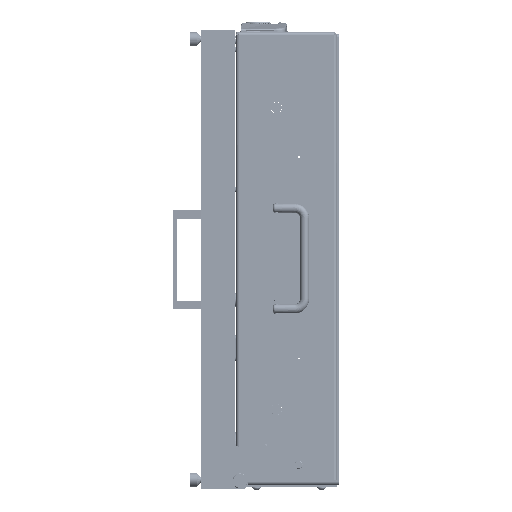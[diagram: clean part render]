
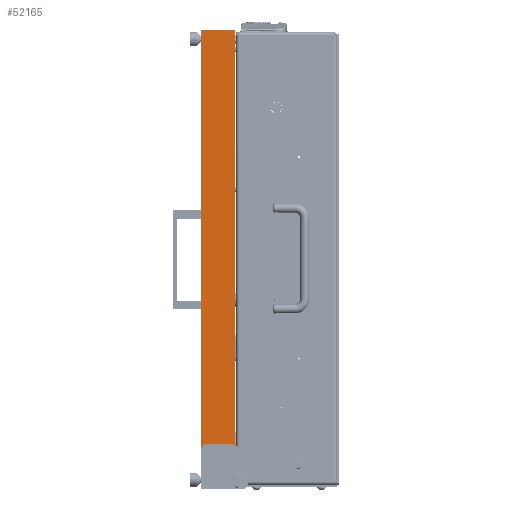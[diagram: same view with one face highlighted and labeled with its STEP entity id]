
A CAD part, left-side view. The second image highlights one B-rep face of the part: STEP entity #52165.
In plain terms, the highlighted planar face has unit normal (-1, 0, 0).
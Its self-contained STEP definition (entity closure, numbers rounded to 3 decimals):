
#3333 = DIRECTION ( 'NONE',  ( 0., 1., 0. ) ) ;
#10767 = CARTESIAN_POINT ( 'NONE',  ( -277.5, 0., -228. ) ) ;
#11234 = CARTESIAN_POINT ( 'NONE',  ( -277.5, 28., -183. ) ) ;
#14256 = CARTESIAN_POINT ( 'NONE',  ( -277.5, 33., 228. ) ) ;
#14549 = VERTEX_POINT ( 'NONE', #69821 ) ;
#20279 = LINE ( 'NONE', #108328, #147626 ) ;
#36277 = CIRCLE ( 'NONE', #47649, 5. ) ;
#36344 = DIRECTION ( 'NONE',  ( 0., -1., 0. ) ) ;
#37860 = DIRECTION ( 'NONE',  ( 0., 0., 1. ) ) ;
#40966 = CARTESIAN_POINT ( 'NONE',  ( -277.5, 33., 228. ) ) ;
#47649 = AXIS2_PLACEMENT_3D ( 'NONE', #82634, #154196, #136624 ) ;
#52165 = ADVANCED_FACE ( 'NONE', ( #208317 ), #114536, .F. ) ;
#56667 = AXIS2_PLACEMENT_3D ( 'NONE', #171949, #119169, #186098 ) ;
#57444 = EDGE_CURVE ( 'NONE', #14549, #184122, #20279, .T. ) ;
#61966 = LINE ( 'NONE', #164143, #219169 ) ;
#69821 = CARTESIAN_POINT ( 'NONE',  ( -277.5, 33., -188. ) ) ;
#72636 = CARTESIAN_POINT ( 'NONE',  ( -277.5, 0., -184.265 ) ) ;
#79002 = EDGE_CURVE ( 'NONE', #14549, #135346, #36277, .T. ) ;
#82361 = DIRECTION ( 'NONE',  ( 0., 0., 1. ) ) ;
#82634 = CARTESIAN_POINT ( 'NONE',  ( -277.5, 28., -188. ) ) ;
#89719 = ORIENTED_EDGE ( 'NONE', *, *, #151906, .T. ) ;
#96241 = CARTESIAN_POINT ( 'NONE',  ( -277.5, 7., -203. ) ) ;
#102155 = VECTOR ( 'NONE', #82361, 1000. ) ;
#108328 = CARTESIAN_POINT ( 'NONE',  ( -277.5, 33., -228. ) ) ;
#108709 = CARTESIAN_POINT ( 'NONE',  ( -277.5, 0., 228. ) ) ;
#109121 = LINE ( 'NONE', #40966, #110400 ) ;
#110400 = VECTOR ( 'NONE', #36344, 1000. ) ;
#114536 = PLANE ( 'NONE',  #56667 ) ;
#119169 = DIRECTION ( 'NONE',  ( 1., 0., 0. ) ) ;
#121488 = VERTEX_POINT ( 'NONE', #108709 ) ;
#122162 = VERTEX_POINT ( 'NONE', #155500 ) ;
#124601 = EDGE_CURVE ( 'NONE', #184122, #121488, #109121, .T. ) ;
#130944 = ORIENTED_EDGE ( 'NONE', *, *, #173762, .F. ) ;
#132435 = ORIENTED_EDGE ( 'NONE', *, *, #79002, .T. ) ;
#135182 = LINE ( 'NONE', #10767, #102155 ) ;
#135346 = VERTEX_POINT ( 'NONE', #11234 ) ;
#136624 = DIRECTION ( 'NONE',  ( 0., 0., -1. ) ) ;
#147626 = VECTOR ( 'NONE', #37860, 1000. ) ;
#151402 = DIRECTION ( 'NONE',  ( -1., 0., 0. ) ) ;
#151906 = EDGE_CURVE ( 'NONE', #158658, #121488, #135182, .T. ) ;
#152719 = CIRCLE ( 'NONE', #171505, 20. ) ;
#154196 = DIRECTION ( 'NONE',  ( 1., 0., 0. ) ) ;
#155500 = CARTESIAN_POINT ( 'NONE',  ( -277.5, 7., -183. ) ) ;
#158658 = VERTEX_POINT ( 'NONE', #72636 ) ;
#164143 = CARTESIAN_POINT ( 'NONE',  ( -277.5, 33., -183. ) ) ;
#167865 = DIRECTION ( 'NONE',  ( 0., 0., -1. ) ) ;
#171505 = AXIS2_PLACEMENT_3D ( 'NONE', #96241, #151402, #167865 ) ;
#171949 = CARTESIAN_POINT ( 'NONE',  ( -277.5, 33., -228. ) ) ;
#173762 = EDGE_CURVE ( 'NONE', #158658, #122162, #152719, .T. ) ;
#184122 = VERTEX_POINT ( 'NONE', #14256 ) ;
#186098 = DIRECTION ( 'NONE',  ( 0., 0., -1. ) ) ;
#186360 = ORIENTED_EDGE ( 'NONE', *, *, #124601, .F. ) ;
#189726 = ORIENTED_EDGE ( 'NONE', *, *, #209585, .F. ) ;
#200074 = EDGE_LOOP ( 'NONE', ( #130944, #89719, #186360, #226062, #132435, #189726 ) ) ;
#208317 = FACE_OUTER_BOUND ( 'NONE', #200074, .T. ) ;
#209585 = EDGE_CURVE ( 'NONE', #122162, #135346, #61966, .T. ) ;
#219169 = VECTOR ( 'NONE', #3333, 1000. ) ;
#226062 = ORIENTED_EDGE ( 'NONE', *, *, #57444, .F. ) ;
